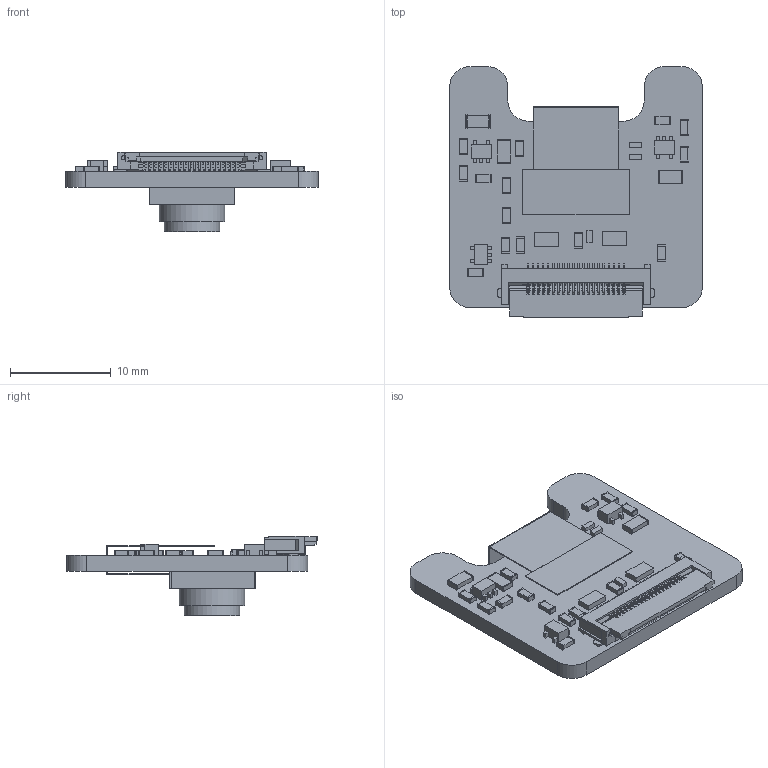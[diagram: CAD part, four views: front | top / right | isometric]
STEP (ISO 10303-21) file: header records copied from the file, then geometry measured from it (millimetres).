
FILE_DESCRIPTION(('Open CASCADE Model'),'2;1');
FILE_NAME('Open CASCADE Shape Model','2020-12-31T11:10:46',('Author'),( 'Open CASCADE'),'Open CASCADE STEP processor 6.8','Open CASCADE 6.8' ,'Unknown');
FILE_SCHEMA(('AUTOMOTIVE_DESIGN { 1 0 10303 214 1 1 1 1 }'));
Length unit declared in the file: millimetre
Products named in the file (78): PCB; Board; Open CASCADE STEP translator 6.8 10.1.1; D2; 7202541056; Extruded; D1; J1; 7512388800; 7512389040; 7512389600; Cylinder; 7512389840; 7512390400; 7512390480; R3; 9235379232; 9235378832; J2; 5052782033; U8; 7512390880; 9235382192; U7; 9235381952; 9235381712; U6; R13; 9235379872; 9235379632; R12; R11; C25; C24; C22; C21; C19; R1; FB3; 9235374752 ...
Assembly tree (138 placements, depth 4):
  PCB
    Board
      Open CASCADE STEP translator 6.8 10.1.1
    D2
      7202541056
        Extruded
    D1
      7202541056
        Extruded
    J1
      7512388800  x2
        Extruded
      7512389040
        Extruded
      7512389600
        Cylinder
      7512389840
        Cylinder
      7512390400
        Extruded
      7512390480
        Extruded
    R3
      9235379232  x2
        Extruded
      9235378832
        Extruded
    J2
      5052782033
    U8
      7512390880  x5
        Extruded
      9235382192
        Extruded
    U7
      9235381952
        Extruded
      9235381712  x5
        Extruded
    U6
      7512390880  x5
        Extruded
      9235382192
        Extruded
    R13
      9235379872
        Extruded
      9235379632  x2
        Extruded
    R12
      9235379232  x2
        Extruded
      9235378832
        Extruded
    R11
      9235379632  x2
        Extruded
      9235379872
        Extruded
    C25
Bounding box: 25 x 24.82 x 7.89 mm (x, y, z)
Volume: 1449.7 mm3; surface area: 3031.5 mm2
Topology: 86 solids, 86 shells, 1714 faces, 4496 edges, 2992 vertices
Faces by surface type: plane 1546, cylinder 168
Full cylindrical faces by diameter (mm): 5.5 x2, 6.5 x2
Entity records: 44733 total; most frequent: CARTESIAN_POINT 7757, ORIENTED_EDGE 7522, DIRECTION 7067, EDGE_CURVE 3761, LINE 3423, VECTOR 3423, VERTEX_POINT 2502, AXIS2_PLACEMENT_3D 1822
